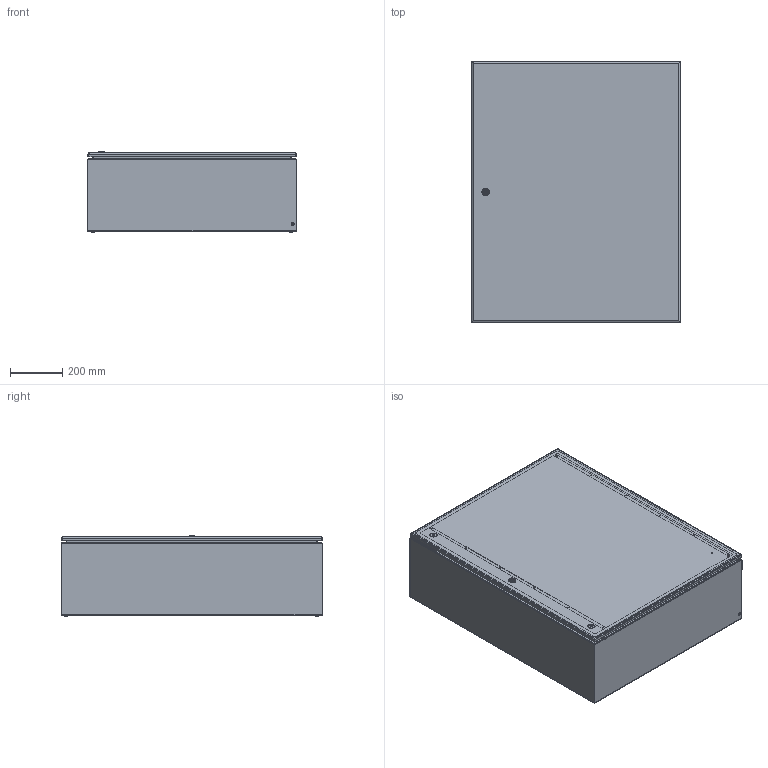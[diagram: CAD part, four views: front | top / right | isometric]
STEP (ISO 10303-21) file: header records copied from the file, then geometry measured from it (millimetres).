
FILE_DESCRIPTION(/* description */ (''),/* implementation_level */ '2;1');
FILE_NAME(/* name */ 'BXPIEX1008030-TE01',/* time_stamp */ '2019-11-28T16:09:21+01:00',/* author */ (''),/* organization */ (''),/* preprocessor_version */ 'ST-DEVELOPER v15',/* originating_system */ 'SIEMENS PLM Software NX 9.0',/* authorisation */ '');
FILE_SCHEMA (('CONFIG_CONTROL_DESIGN'));
Products named in the file (24): 995.P051.02_01; 995.P048_01; 995.P162_01; 995.P020_01; 995.P012_01; 995.P031_01; 530.P001.62_01; 995.P119_01; 995.P006.17_01; 995.P006.25_01; 500.P001_02; 500.P011.25_01; 500.P008.33_01; 500.P009.09_01; 995.P049_01; 995.P006.17_011824; 995.P006.18_01; 500.P002_01; 995_P081_01_stp; 500_P018_10080_stp; 530_C001_62_01_stp; 500.C035.01_01_MODELNX-ARRAGMNTCERRADO APERTURA A DERECHAS; 500_C003_33_01_stp; BXPIEX1008030-TE01
Assembly tree (42 placements, depth 4):
  BXPIEX1008030-TE01
    500_C003_33_01_stp
      500.P002_01  x3
      995.P006.18_01  x3
      995.P006.17_011824
      995.P049_01  x2
      500.P009.09_01  x2
      500.C035.01_01_MODELNX-ARRAGMNTCERRADO APERTURA A DERECHAS
        995.P031_01
        995.P012_01
        995.P020_01
        995.P162_01
        995.P048_01
        995.P051.02_01  x2
      500.P008.33_01
      500.P011.25_01
    530_C001_62_01_stp
      500.P001_02  x3
      995.P006.25_01  x4
      995.P006.17_01
      995.P119_01  x5
      530.P001.62_01
    500_P018_10080_stp
    995_P081_01_stp  x4
Bounding box: 800 x 1001.5 x 307.95 mm (x, y, z)
Volume: 6560026.7 mm3; surface area: 7383518.9 mm2
Topology: 54 solids, 54 shells, 1642 faces, 4101 edges, 2583 vertices
Faces by surface type: plane 717, cylinder 622, bspline 124, cone 98, torus 56, sphere 20, revolution 5
Full cylindrical faces by diameter (mm): 3.5 x74, 5 x12, 5.2 x12, 7 x9, 8.711 x5, 9 x18, 17 x4
Entity records: 53950 total; most frequent: CARTESIAN_POINT 24923, DIRECTION 5417, ORIENTED_EDGE 5276, EDGE_CURVE 2638, AXIS2_PLACEMENT_3D 2003, VERTEX_POINT 1681, LINE 1410, VECTOR 1410
